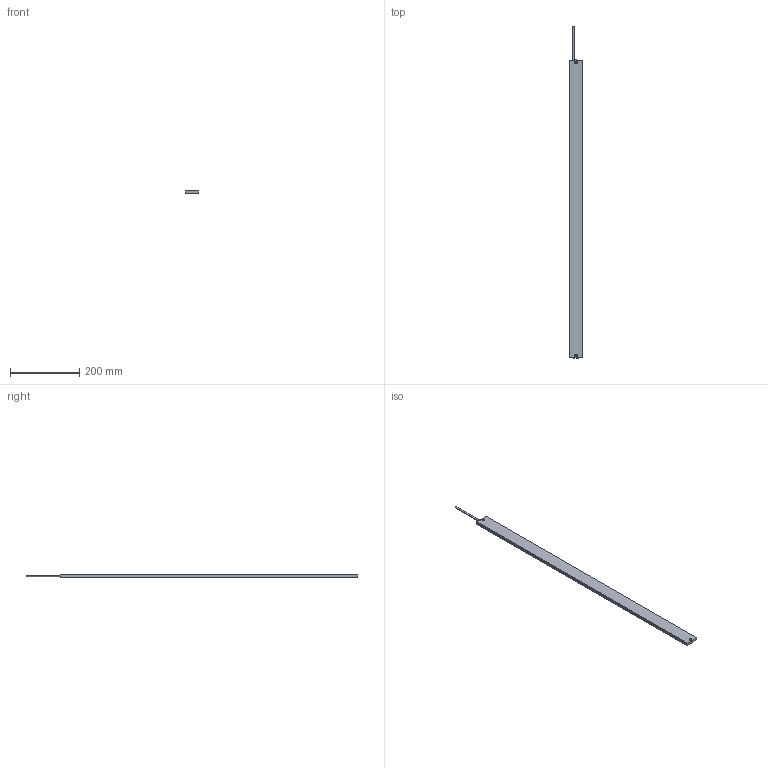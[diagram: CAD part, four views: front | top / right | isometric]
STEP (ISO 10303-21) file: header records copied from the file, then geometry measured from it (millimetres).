
FILE_DESCRIPTION(('CATIA V5 STEP Exchange','CAx-IF Rec.Pracs.--- Model Styling and Organization---1.5--- 2016-08-15','CAx-IF Rec.Pracs.---Supplemental Geometry---1.0---2011-11-01','CAx-IF Rec.Pracs.--- Composite Materials ---1.1---2010-07-15'),'2;1');
FILE_NAME ('271927-5_0', '2025-12-17T12:12:31+00:00', ('none'), ('Weidmueller'), 'CATIA Version 5-6 Release 2024 SP4', 'CATIA V5 STEP AP214 v3', 'none');
FILE_SCHEMA(('AUTOMOTIVE_DESIGN { 1 0 10303 214 1 1 1 1 }'));
Length unit declared in the file: millimetre
Products named in the file (1): WIL-XXXX 450-M12-0.3M
Bounding box: 40 x 957.89 x 8 mm (x, y, z)
Volume: 275804.9 mm3; surface area: 83980.8 mm2
Topology: 2 solids, 2 shells, 47 faces, 100 edges, 50 vertices
Faces by surface type: cylinder 18, torus 12, sphere 8, plane 7, bspline 2
Entity records: 1261 total; most frequent: CARTESIAN_POINT 324, ORIENTED_EDGE 184, DIRECTION 164, AXIS2_PLACEMENT_3D 100, EDGE_CURVE 92, CIRCLE 58, EDGE_LOOP 52, VERTEX_POINT 50
